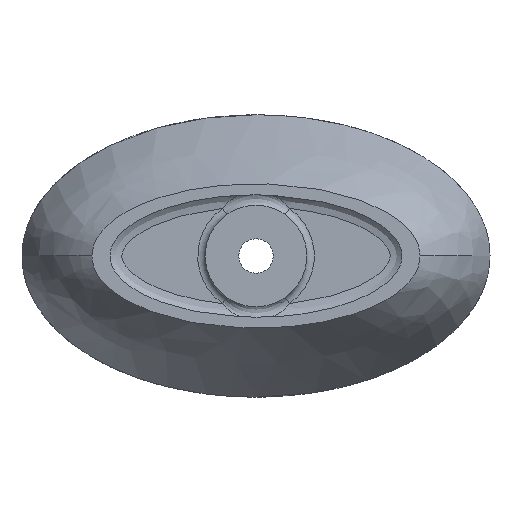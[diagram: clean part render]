
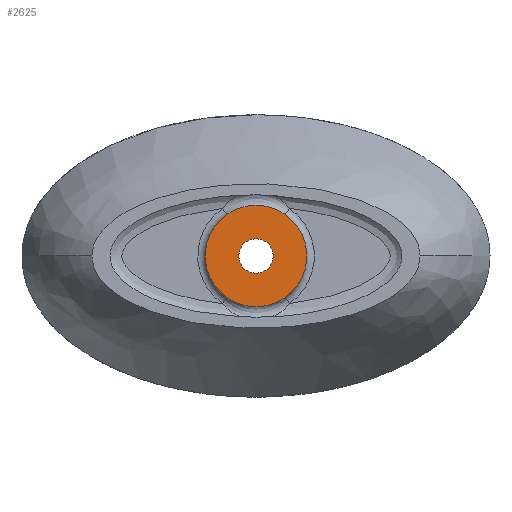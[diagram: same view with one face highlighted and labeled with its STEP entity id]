
A CAD part, front view. The second image highlights one B-rep face of the part: STEP entity #2625.
In plain terms, the highlighted planar face has unit normal (0, -1, 0).
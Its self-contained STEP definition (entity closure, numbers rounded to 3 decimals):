
#64 = VERTEX_POINT ( 'NONE', #2087 ) ;
#173 = CIRCLE ( 'NONE', #3414, 65. ) ;
#380 = DIRECTION ( 'NONE',  ( 0., 0., -1. ) ) ;
#419 = AXIS2_PLACEMENT_3D ( 'NONE', #8011, #2814, #3571 ) ;
#473 = ORIENTED_EDGE ( 'NONE', *, *, #6238, .F. ) ;
#662 = DIRECTION ( 'NONE',  ( 0., -1., 0. ) ) ;
#875 = VERTEX_POINT ( 'NONE', #2170 ) ;
#1062 = VERTEX_POINT ( 'NONE', #4733 ) ;
#1235 = ORIENTED_EDGE ( 'NONE', *, *, #2459, .T. ) ;
#1451 = CARTESIAN_POINT ( 'NONE',  ( -37.432, -22., -53.14 ) ) ;
#1830 = DIRECTION ( 'NONE',  ( 0., 0., -1. ) ) ;
#1959 = CARTESIAN_POINT ( 'NONE',  ( 0., -22., 0. ) ) ;
#1964 = EDGE_LOOP ( 'NONE', ( #1235, #5563, #7955, #2006 ) ) ;
#1986 = CIRCLE ( 'NONE', #6709, 65. ) ;
#2006 = ORIENTED_EDGE ( 'NONE', *, *, #4320, .T. ) ;
#2014 = DIRECTION ( 'NONE',  ( 0., 0., -1. ) ) ;
#2040 = DIRECTION ( 'NONE',  ( 0., 0., -1. ) ) ;
#2066 = AXIS2_PLACEMENT_3D ( 'NONE', #5038, #8251, #380 ) ;
#2087 = CARTESIAN_POINT ( 'NONE',  ( 37.432, -22., 53.14 ) ) ;
#2164 = VERTEX_POINT ( 'NONE', #1451 ) ;
#2170 = CARTESIAN_POINT ( 'NONE',  ( -37.425, -22., 53.145 ) ) ;
#2298 = DIRECTION ( 'NONE',  ( 0., 0., -1. ) ) ;
#2378 = EDGE_LOOP ( 'NONE', ( #473, #3390 ) ) ;
#2459 = EDGE_CURVE ( 'NONE', #2639, #64, #173, .T. ) ;
#2469 = DIRECTION ( 'NONE',  ( 0., -1., 0. ) ) ;
#2473 = DIRECTION ( 'NONE',  ( 0., -1., 0. ) ) ;
#2505 = CARTESIAN_POINT ( 'NONE',  ( 37.425, -22., -53.145 ) ) ;
#2625 = ADVANCED_FACE ( 'NONE', ( #4417, #8116 ), #7664, .T. ) ;
#2639 = VERTEX_POINT ( 'NONE', #2505 ) ;
#2814 = DIRECTION ( 'NONE',  ( 0., -1., 0. ) ) ;
#2986 = AXIS2_PLACEMENT_3D ( 'NONE', #4554, #662, #2014 ) ;
#2994 = CIRCLE ( 'NONE', #5855, 22. ) ;
#3390 = ORIENTED_EDGE ( 'NONE', *, *, #7126, .F. ) ;
#3414 = AXIS2_PLACEMENT_3D ( 'NONE', #3864, #2469, #1830 ) ;
#3571 = DIRECTION ( 'NONE',  ( 0., 0., -1. ) ) ;
#3836 = CARTESIAN_POINT ( 'NONE',  ( 0., -22., 0. ) ) ;
#3864 = CARTESIAN_POINT ( 'NONE',  ( 0., -22., 0. ) ) ;
#4012 = EDGE_CURVE ( 'NONE', #875, #2164, #1986, .T. ) ;
#4130 = CIRCLE ( 'NONE', #5231, 65. ) ;
#4320 = EDGE_CURVE ( 'NONE', #2164, #2639, #4130, .T. ) ;
#4334 = CARTESIAN_POINT ( 'NONE',  ( 0., -22., 0. ) ) ;
#4417 = FACE_BOUND ( 'NONE', #2378, .T. ) ;
#4545 = VERTEX_POINT ( 'NONE', #5321 ) ;
#4554 = CARTESIAN_POINT ( 'NONE',  ( 0., -22., 0. ) ) ;
#4733 = CARTESIAN_POINT ( 'NONE',  ( 0., -22., -22. ) ) ;
#5038 = CARTESIAN_POINT ( 'NONE',  ( 0., -22., 0. ) ) ;
#5132 = DIRECTION ( 'NONE',  ( 0., -1., 0. ) ) ;
#5164 = CIRCLE ( 'NONE', #419, 22. ) ;
#5231 = AXIS2_PLACEMENT_3D ( 'NONE', #3836, #7108, #5888 ) ;
#5321 = CARTESIAN_POINT ( 'NONE',  ( 0., -22., 22. ) ) ;
#5563 = ORIENTED_EDGE ( 'NONE', *, *, #7469, .T. ) ;
#5855 = AXIS2_PLACEMENT_3D ( 'NONE', #4334, #2473, #2298 ) ;
#5888 = DIRECTION ( 'NONE',  ( 0., 0., -1. ) ) ;
#6238 = EDGE_CURVE ( 'NONE', #1062, #4545, #2994, .T. ) ;
#6240 = CIRCLE ( 'NONE', #2986, 65. ) ;
#6709 = AXIS2_PLACEMENT_3D ( 'NONE', #1959, #5132, #2040 ) ;
#7108 = DIRECTION ( 'NONE',  ( 0., -1., 0. ) ) ;
#7126 = EDGE_CURVE ( 'NONE', #4545, #1062, #5164, .T. ) ;
#7469 = EDGE_CURVE ( 'NONE', #64, #875, #6240, .T. ) ;
#7664 = PLANE ( 'NONE',  #2066 ) ;
#7955 = ORIENTED_EDGE ( 'NONE', *, *, #4012, .T. ) ;
#8011 = CARTESIAN_POINT ( 'NONE',  ( 0., -22., 0. ) ) ;
#8116 = FACE_OUTER_BOUND ( 'NONE', #1964, .T. ) ;
#8251 = DIRECTION ( 'NONE',  ( 0., -1., 0. ) ) ;
